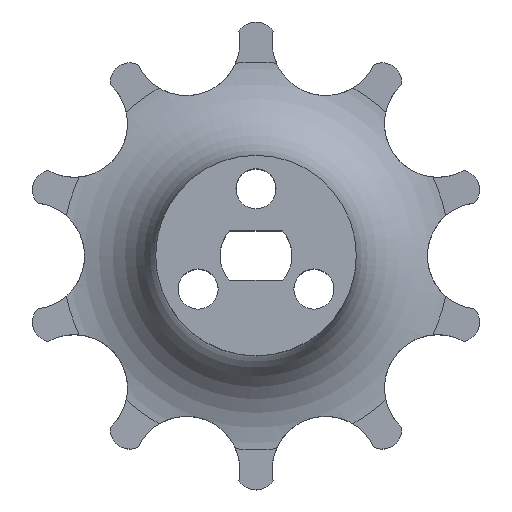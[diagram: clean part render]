
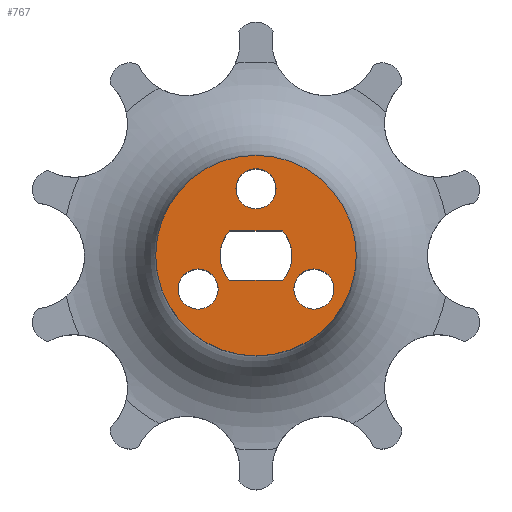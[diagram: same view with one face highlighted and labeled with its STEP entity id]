
A CAD part, top view. The second image highlights one B-rep face of the part: STEP entity #767.
In plain terms, the highlighted planar face has unit normal (0, 0, 1).
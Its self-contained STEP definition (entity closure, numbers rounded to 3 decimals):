
#69=LINE('',#1258,#101);
#83=LINE('',#1568,#115);
#101=VECTOR('',#996,10.);
#115=VECTOR('',#1150,10.);
#121=FACE_BOUND('',#211,.T.);
#122=FACE_BOUND('',#212,.T.);
#123=FACE_BOUND('',#213,.T.);
#124=FACE_BOUND('',#214,.T.);
#165=FACE_OUTER_BOUND('',#210,.T.);
#210=EDGE_LOOP('',(#705));
#211=EDGE_LOOP('',(#706));
#212=EDGE_LOOP('',(#707));
#213=EDGE_LOOP('',(#708,#709,#710,#711));
#214=EDGE_LOOP('',(#712));
#246=CIRCLE('',#821,2.7);
#283=CIRCLE('',#885,1.5);
#284=CIRCLE('',#887,1.5);
#285=CIRCLE('',#889,1.5);
#286=CIRCLE('',#891,7.5);
#287=CIRCLE('',#894,2.7);
#327=VERTEX_POINT('',#1251);
#328=VERTEX_POINT('',#1252);
#329=VERTEX_POINT('',#1257);
#360=VERTEX_POINT('',#1551);
#361=VERTEX_POINT('',#1555);
#362=VERTEX_POINT('',#1559);
#363=VERTEX_POINT('',#1563);
#364=VERTEX_POINT('',#1567);
#410=EDGE_CURVE('',#327,#328,#246,.T.);
#413=EDGE_CURVE('',#329,#327,#69,.T.);
#471=EDGE_CURVE('',#360,#360,#283,.T.);
#473=EDGE_CURVE('',#361,#361,#284,.T.);
#475=EDGE_CURVE('',#362,#362,#285,.T.);
#476=EDGE_CURVE('',#363,#363,#286,.T.);
#478=EDGE_CURVE('',#328,#364,#83,.T.);
#480=EDGE_CURVE('',#364,#329,#287,.T.);
#705=ORIENTED_EDGE('',*,*,#476,.T.);
#706=ORIENTED_EDGE('',*,*,#475,.T.);
#707=ORIENTED_EDGE('',*,*,#473,.T.);
#708=ORIENTED_EDGE('',*,*,#478,.T.);
#709=ORIENTED_EDGE('',*,*,#480,.T.);
#710=ORIENTED_EDGE('',*,*,#413,.T.);
#711=ORIENTED_EDGE('',*,*,#410,.T.);
#712=ORIENTED_EDGE('',*,*,#471,.T.);
#726=PLANE('',#895);
#767=ADVANCED_FACE('',(#165,#121,#122,#123,#124),#726,.T.);
#821=AXIS2_PLACEMENT_3D('',#1253,#990,#991);
#885=AXIS2_PLACEMENT_3D('',#1553,#1131,#1132);
#887=AXIS2_PLACEMENT_3D('',#1557,#1136,#1137);
#889=AXIS2_PLACEMENT_3D('',#1561,#1141,#1142);
#891=AXIS2_PLACEMENT_3D('',#1564,#1145,#1146);
#894=AXIS2_PLACEMENT_3D('',#1571,#1154,#1155);
#895=AXIS2_PLACEMENT_3D('',#1572,#1156,#1157);
#990=DIRECTION('center_axis',(0.,0.,-1.));
#991=DIRECTION('ref_axis',(1.,0.,0.));
#996=DIRECTION('',(-1.,0.,0.));
#1131=DIRECTION('center_axis',(0.,0.,-1.));
#1132=DIRECTION('ref_axis',(1.,0.,0.));
#1136=DIRECTION('center_axis',(0.,0.,-1.));
#1137=DIRECTION('ref_axis',(1.,0.,0.));
#1141=DIRECTION('center_axis',(0.,0.,-1.));
#1142=DIRECTION('ref_axis',(1.,0.,0.));
#1145=DIRECTION('center_axis',(0.,0.,1.));
#1146=DIRECTION('ref_axis',(1.,0.,0.));
#1150=DIRECTION('',(1.,0.,0.));
#1154=DIRECTION('center_axis',(0.,0.,-1.));
#1155=DIRECTION('ref_axis',(1.,0.,0.));
#1156=DIRECTION('center_axis',(0.,0.,1.));
#1157=DIRECTION('ref_axis',(1.,0.,0.));
#1251=CARTESIAN_POINT('',(-1.967,-1.85,0.));
#1252=CARTESIAN_POINT('',(-1.967,1.85,0.));
#1253=CARTESIAN_POINT('Origin',(0.,0.,0.));
#1257=CARTESIAN_POINT('',(1.967,-1.85,0.));
#1258=CARTESIAN_POINT('',(-0.983,-1.85,0.));
#1551=CARTESIAN_POINT('',(-5.83,-2.5,0.));
#1553=CARTESIAN_POINT('Origin',(-4.33,-2.5,0.));
#1555=CARTESIAN_POINT('',(-1.5,5.,0.));
#1557=CARTESIAN_POINT('Origin',(0.,5.,0.));
#1559=CARTESIAN_POINT('',(2.83,-2.5,0.));
#1561=CARTESIAN_POINT('Origin',(4.33,-2.5,0.));
#1563=CARTESIAN_POINT('',(-7.5,0.,0.));
#1564=CARTESIAN_POINT('Origin',(0.,0.,0.));
#1567=CARTESIAN_POINT('',(1.967,1.85,0.));
#1568=CARTESIAN_POINT('',(0.983,1.85,0.));
#1571=CARTESIAN_POINT('Origin',(0.,0.,0.));
#1572=CARTESIAN_POINT('Origin',(0.,0.,
0.));
